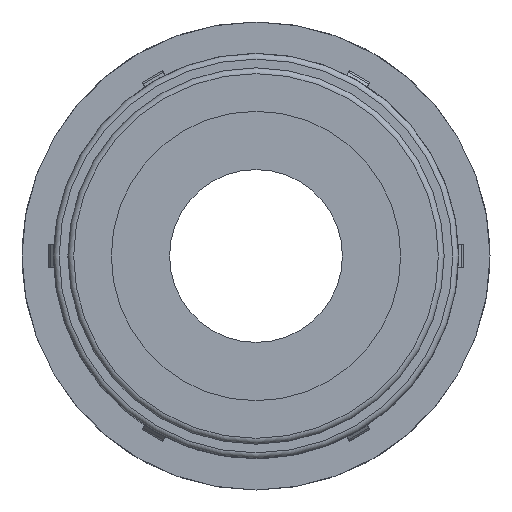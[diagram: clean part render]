
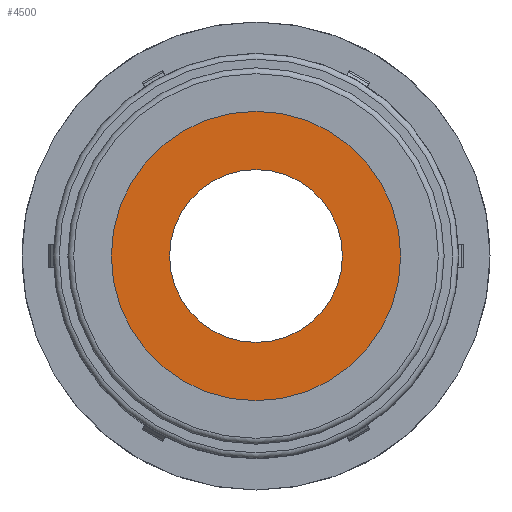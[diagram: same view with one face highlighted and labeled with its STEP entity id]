
A CAD part, left-side view. The second image highlights one B-rep face of the part: STEP entity #4500.
In plain terms, the highlighted planar face has unit normal (-1, 0, 0).
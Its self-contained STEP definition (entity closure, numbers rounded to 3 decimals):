
#48=FACE_BOUND('',#893,.T.);
#331=CIRCLE('',#4956,7.2);
#332=CIRCLE('',#4958,12.059);
#614=FACE_OUTER_BOUND('',#892,.T.);
#892=EDGE_LOOP('',(#4080));
#893=EDGE_LOOP('',(#4081));
#2113=VERTEX_POINT('',#8055);
#2114=VERTEX_POINT('',#8058);
#2771=EDGE_CURVE('',#2113,#2113,#331,.T.);
#2772=EDGE_CURVE('',#2114,#2114,#332,.T.);
#4080=ORIENTED_EDGE('',*,*,#2772,.F.);
#4081=ORIENTED_EDGE('',*,*,#2771,.T.);
#4249=PLANE('',#4957);
#4500=ADVANCED_FACE('',(#614,#48),#4249,.T.);
#4956=AXIS2_PLACEMENT_3D('',#8056,#6219,#6220);
#4957=AXIS2_PLACEMENT_3D('',#8057,#6221,#6222);
#4958=AXIS2_PLACEMENT_3D('',#8059,#6223,#6224);
#6219=DIRECTION('center_axis',(1.,0.,0.));
#6220=DIRECTION('ref_axis',(0.,0.,-1.));
#6221=DIRECTION('center_axis',(-1.,0.,0.));
#6222=DIRECTION('ref_axis',(0.,0.,1.));
#6223=DIRECTION('center_axis',(1.,0.,0.));
#6224=DIRECTION('ref_axis',(0.,0.,-1.));
#8055=CARTESIAN_POINT('',(-2.,7.2,0.));
#8056=CARTESIAN_POINT('Origin',(-2.,0.,0.));
#8057=CARTESIAN_POINT('Origin',(-2.,12.059,0.));
#8058=CARTESIAN_POINT('',(-2.,12.059,0.));
#8059=CARTESIAN_POINT('Origin',(-2.,0.,0.));
